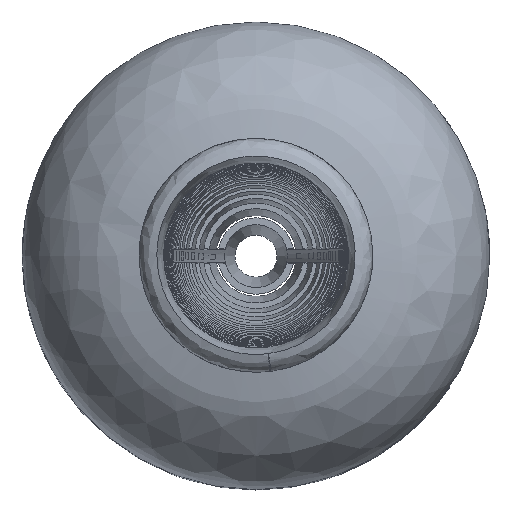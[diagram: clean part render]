
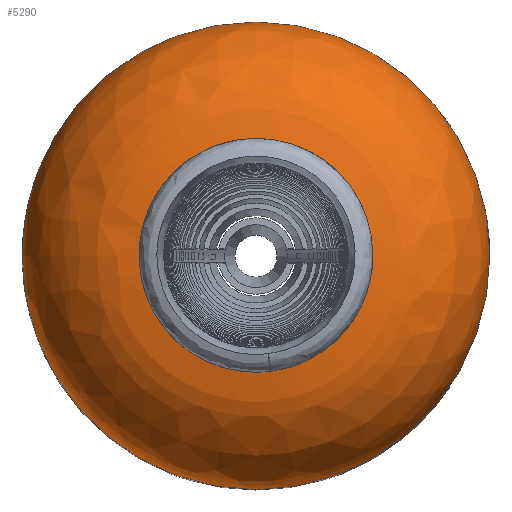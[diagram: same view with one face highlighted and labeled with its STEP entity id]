
A CAD part, top view. The second image highlights one B-rep face of the part: STEP entity #5290.
In plain terms, the highlighted free-form (B-spline) face has degree [2, 2] with [3, 9] control points.
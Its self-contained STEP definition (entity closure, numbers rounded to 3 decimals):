
#16=(
BOUNDED_SURFACE()
B_SPLINE_SURFACE(2,2,((#11453,#11454,#11455,#11456,#11457,#11458,#11459,
#11460,#11461),(#11462,#11463,#11464,#11465,#11466,#11467,#11468,#11469,
#11470),(#11471,#11472,#11473,#11474,#11475,#11476,#11477,#11478,#11479)),
 .UNSPECIFIED.,.F.,.T.,.F.)
B_SPLINE_SURFACE_WITH_KNOTS((3,3),(3,2,2,2,3),(0.,1.469),
(-3.142,-1.571,0.,1.571,3.142),
 .UNSPECIFIED.)
GEOMETRIC_REPRESENTATION_ITEM()
RATIONAL_B_SPLINE_SURFACE(((1.,0.707,1.,0.707,1.,
0.707,1.,0.707,1.),(0.742,0.525,
0.742,0.525,0.742,0.525,
0.742,0.525,0.742),(1.,0.707,
1.,0.707,1.,0.707,1.,0.707,1.)))
REPRESENTATION_ITEM('')
SURFACE()
);
#83=(
BOUNDED_CURVE()
B_SPLINE_CURVE(2,(#11480,#11481,#11482),.UNSPECIFIED.,.F.,.F.)
B_SPLINE_CURVE_WITH_KNOTS((3,3),(-1.467,0.),
 .UNSPECIFIED.)
CURVE()
GEOMETRIC_REPRESENTATION_ITEM()
RATIONAL_B_SPLINE_CURVE((0.999,0.742,1.))
REPRESENTATION_ITEM('')
);
#886=FACE_OUTER_BOUND('',#1179,.T.);
#1179=EDGE_LOOP('',(#4885,#4886,#4887,#4888,#4889,#4890,#4891));
#1230=CIRCLE('',#5364,34.993);
#1231=CIRCLE('',#5365,34.993);
#1469=B_SPLINE_CURVE_WITH_KNOTS('',3,(#7967,#7968,#7969,#7970,#7971,#7972,
#7973,#7974,#7975,#7976,#7977,#7978,#7979,#7980,#7981,#7982,#7983,#7984,
#7985,#7986,#7987,#7988,#7989),.UNSPECIFIED.,.F.,.F.,(4,2,2,2,2,3,2,2,2,
2,4),(-3.081,-2.734,-2.051,-1.367,
-0.684,0.,0.387,0.774,1.458,
2.142,2.435),.UNSPECIFIED.);
#1470=B_SPLINE_CURVE_WITH_KNOTS('',3,(#7991,#7992,#7993,#7994,#7995,#7996),
 .UNSPECIFIED.,.F.,.F.,(4,2,4),(2.435,2.826,3.301),
 .UNSPECIFIED.);
#1471=B_SPLINE_CURVE_WITH_KNOTS('',3,(#7997,#7998,#7999,#8000,#8001,#8002,
#8003,#8004,#8005,#8006,#8007,#8008,#8009,#8010,#8011,#8012,#8013,#8014),
 .UNSPECIFIED.,.F.,.F.,(4,2,2,2,2,2,2,2,4),(-7.727,-7.519,
-6.835,-6.152,-5.468,-4.785,
-4.101,-3.418,-3.081),.UNSPECIFIED.);
#1962=VERTEX_POINT('',#7839);
#1963=VERTEX_POINT('',#7840);
#1982=VERTEX_POINT('',#7964);
#1983=VERTEX_POINT('',#7966);
#1984=VERTEX_POINT('',#7990);
#2540=EDGE_CURVE('',#1962,#1963,#1230,.T.);
#2541=EDGE_CURVE('',#1963,#1962,#1231,.T.);
#2584=EDGE_CURVE('',#1983,#1982,#1469,.F.);
#2585=EDGE_CURVE('',#1984,#1983,#1470,.F.);
#2586=EDGE_CURVE('',#1982,#1984,#1471,.F.);
#3260=EDGE_CURVE('',#1983,#1962,#83,.T.);
#4885=ORIENTED_EDGE('',*,*,#2585,.T.);
#4886=ORIENTED_EDGE('',*,*,#3260,.T.);
#4887=ORIENTED_EDGE('',*,*,#2540,.T.);
#4888=ORIENTED_EDGE('',*,*,#2541,.T.);
#4889=ORIENTED_EDGE('',*,*,#3260,.F.);
#4890=ORIENTED_EDGE('',*,*,#2584,.T.);
#4891=ORIENTED_EDGE('',*,*,#2586,.T.);
#5290=ADVANCED_FACE('',(#886),#16,.F.);
#5364=AXIS2_PLACEMENT_3D('',#7841,#5907,#5908);
#5365=AXIS2_PLACEMENT_3D('',#7842,#5909,#5910);
#5907=DIRECTION('center_axis',(0.,0.,1.));
#5908=DIRECTION('ref_axis',(1.,0.,0.));
#5909=DIRECTION('center_axis',(0.,0.,1.));
#5910=DIRECTION('ref_axis',(1.,0.,0.));
#7839=CARTESIAN_POINT('',(-34.992,-0.02,50.978));
#7840=CARTESIAN_POINT('',(34.994,-0.02,50.978));
#7841=CARTESIAN_POINT('Origin',(0.001,-0.02,
50.978));
#7842=CARTESIAN_POINT('Origin',(0.001,-0.02,
50.978));
#7964=CARTESIAN_POINT('',(17.497,0.002,70.375));
#7966=CARTESIAN_POINT('',(-17.503,-0.02,70.374));
#7967=CARTESIAN_POINT('Ctrl Pts',(17.497,0.002,70.375));
#7968=CARTESIAN_POINT('Ctrl Pts',(17.497,1.153,70.375));
#7969=CARTESIAN_POINT('Ctrl Pts',(17.383,2.303,70.375));
#7970=CARTESIAN_POINT('Ctrl Pts',(16.709,5.67,70.374));
#7971=CARTESIAN_POINT('Ctrl Pts',(15.83,7.796,70.374));
#7972=CARTESIAN_POINT('Ctrl Pts',(13.307,11.59,70.373));
#7973=CARTESIAN_POINT('Ctrl Pts',(11.687,13.222,70.373));
#7974=CARTESIAN_POINT('Ctrl Pts',(7.913,15.775,70.373));
#7975=CARTESIAN_POINT('Ctrl Pts',(5.794,16.67,70.372));
#7976=CARTESIAN_POINT('Ctrl Pts',(1.332,17.599,70.372));
#7977=CARTESIAN_POINT('Ctrl Pts',(-0.968,17.623,70.372));
#7978=CARTESIAN_POINT('Ctrl Pts',(-3.208,17.206,70.372));
#7979=CARTESIAN_POINT('Ctrl Pts',(-4.477,16.97,70.372));
#7980=CARTESIAN_POINT('Ctrl Pts',(-5.715,16.594,70.372));
#7981=CARTESIAN_POINT('Ctrl Pts',(-8.087,15.577,70.372));
#7982=CARTESIAN_POINT('Ctrl Pts',(-9.213,14.939,70.372));
#7983=CARTESIAN_POINT('Ctrl Pts',(-12.105,12.847,70.372));
#7984=CARTESIAN_POINT('Ctrl Pts',(-13.673,11.163,70.373));
#7985=CARTESIAN_POINT('Ctrl Pts',(-16.076,7.29,70.373));
#7986=CARTESIAN_POINT('Ctrl Pts',(-16.888,5.137,70.373));
#7987=CARTESIAN_POINT('Ctrl Pts',(-17.425,1.925,70.374));
#7988=CARTESIAN_POINT('Ctrl Pts',(-17.504,0.952,70.374));
#7989=CARTESIAN_POINT('Ctrl Pts',(-17.503,-0.02,
70.374));
#7990=CARTESIAN_POINT('',(-15.404,-8.308,70.375));
#7991=CARTESIAN_POINT('Ctrl Pts',(-17.503,-0.02,
70.374));
#7992=CARTESIAN_POINT('Ctrl Pts',(-17.502,-1.317,70.374));
#7993=CARTESIAN_POINT('Ctrl Pts',(-17.356,-2.612,70.374));
#7994=CARTESIAN_POINT('Ctrl Pts',(-16.715,-5.429,70.375));
#7995=CARTESIAN_POINT('Ctrl Pts',(-16.155,-6.918,70.375));
#7996=CARTESIAN_POINT('Ctrl Pts',(-15.404,-8.308,70.375));
#7997=CARTESIAN_POINT('Ctrl Pts',(-15.404,-8.308,70.375));
#7998=CARTESIAN_POINT('Ctrl Pts',(-15.076,-8.916,70.375));
#7999=CARTESIAN_POINT('Ctrl Pts',(-14.712,-9.504,70.375));
#8000=CARTESIAN_POINT('Ctrl Pts',(-13.002,-11.935,70.376));
#8001=CARTESIAN_POINT('Ctrl Pts',(-11.338,-13.524,70.376));
#8002=CARTESIAN_POINT('Ctrl Pts',(-7.496,-15.976,70.376));
#8003=CARTESIAN_POINT('Ctrl Pts',(-5.353,-16.815,70.377));
#8004=CARTESIAN_POINT('Ctrl Pts',(-0.868,-17.624,
70.377));
#8005=CARTESIAN_POINT('Ctrl Pts',(1.432,-17.587,70.377));
#8006=CARTESIAN_POINT('Ctrl Pts',(5.889,-16.633,70.377));
#8007=CARTESIAN_POINT('Ctrl Pts',(8.002,-15.725,70.377));
#8008=CARTESIAN_POINT('Ctrl Pts',(11.763,-13.151,70.376));
#8009=CARTESIAN_POINT('Ctrl Pts',(13.373,-11.509,70.376));
#8010=CARTESIAN_POINT('Ctrl Pts',(15.875,-7.701,70.376));
#8011=CARTESIAN_POINT('Ctrl Pts',(16.742,-5.57,70.376));
#8012=CARTESIAN_POINT('Ctrl Pts',(17.39,-2.232,70.375));
#8013=CARTESIAN_POINT('Ctrl Pts',(17.497,-1.115,70.375));
#8014=CARTESIAN_POINT('Ctrl Pts',(17.497,0.002,
70.375));
#11453=CARTESIAN_POINT('Ctrl Pts',(-34.992,-0.02,
50.978));
#11454=CARTESIAN_POINT('Ctrl Pts',(-34.992,-35.013,
50.978));
#11455=CARTESIAN_POINT('Ctrl Pts',(0.001,-35.013,
50.978));
#11456=CARTESIAN_POINT('Ctrl Pts',(34.994,-35.013,50.978));
#11457=CARTESIAN_POINT('Ctrl Pts',(34.994,-0.02,
50.978));
#11458=CARTESIAN_POINT('Ctrl Pts',(34.994,34.973,50.978));
#11459=CARTESIAN_POINT('Ctrl Pts',(0.001,34.973,
50.978));
#11460=CARTESIAN_POINT('Ctrl Pts',(-34.992,34.973,50.978));
#11461=CARTESIAN_POINT('Ctrl Pts',(-34.992,-0.02,
50.978));
#11462=CARTESIAN_POINT('Ctrl Pts',(-34.992,-0.02,
68.585));
#11463=CARTESIAN_POINT('Ctrl Pts',(-34.992,-35.013,
68.585));
#11464=CARTESIAN_POINT('Ctrl Pts',(0.001,-35.013,
68.585));
#11465=CARTESIAN_POINT('Ctrl Pts',(34.994,-35.013,68.585));
#11466=CARTESIAN_POINT('Ctrl Pts',(34.994,-0.02,
68.585));
#11467=CARTESIAN_POINT('Ctrl Pts',(34.994,34.973,68.585));
#11468=CARTESIAN_POINT('Ctrl Pts',(0.001,34.973,
68.585));
#11469=CARTESIAN_POINT('Ctrl Pts',(-34.992,34.973,68.585));
#11470=CARTESIAN_POINT('Ctrl Pts',(-34.992,-0.02,
68.585));
#11471=CARTESIAN_POINT('Ctrl Pts',(-17.476,-0.02,
70.377));
#11472=CARTESIAN_POINT('Ctrl Pts',(-17.476,-17.497,
70.377));
#11473=CARTESIAN_POINT('Ctrl Pts',(0.001,-17.497,
70.377));
#11474=CARTESIAN_POINT('Ctrl Pts',(17.478,-17.497,70.377));
#11475=CARTESIAN_POINT('Ctrl Pts',(17.478,-0.02,
70.377));
#11476=CARTESIAN_POINT('Ctrl Pts',(17.478,17.457,70.377));
#11477=CARTESIAN_POINT('Ctrl Pts',(0.001,17.457,
70.377));
#11478=CARTESIAN_POINT('Ctrl Pts',(-17.476,17.457,70.377));
#11479=CARTESIAN_POINT('Ctrl Pts',(-17.476,-0.02,
70.377));
#11480=CARTESIAN_POINT('Ctrl Pts',(-17.503,-0.02,
70.374));
#11481=CARTESIAN_POINT('Ctrl Pts',(-34.992,-0.02,
68.561));
#11482=CARTESIAN_POINT('Ctrl Pts',(-34.992,-0.02,
50.978));
